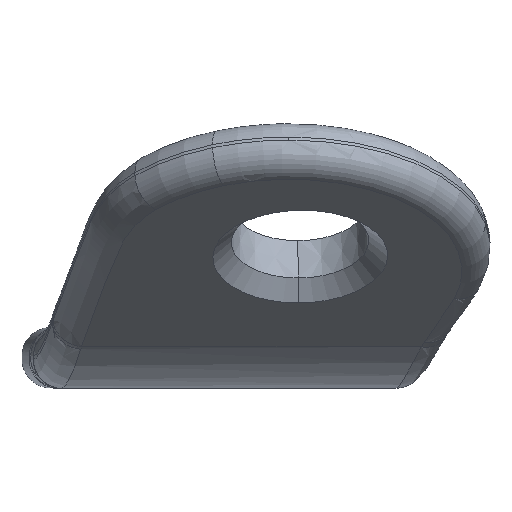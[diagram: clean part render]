
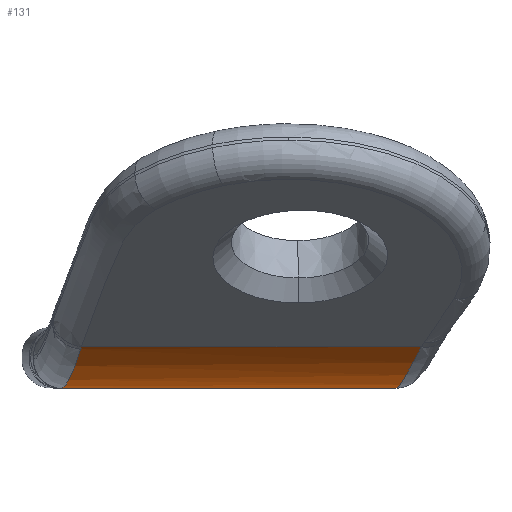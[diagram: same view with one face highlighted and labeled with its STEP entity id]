
A CAD part, left-side view. The second image highlights one B-rep face of the part: STEP entity #131.
In plain terms, the highlighted cylindrical face has radius 7.7 mm (diameter 15.4 mm), a partial arc.
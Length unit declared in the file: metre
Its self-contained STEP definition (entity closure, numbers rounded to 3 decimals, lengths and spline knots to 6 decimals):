
#131=ADVANCED_FACE('0:182',(#330),#331,.T.);
#330=FACE_OUTER_BOUND('',#1458,.T.);
#331=CYLINDRICAL_SURFACE('',#1459,0.0077);
#1458=EDGE_LOOP('',(#3567,#3568,#3569,#3570,#3571,#3572));
#1459=AXIS2_PLACEMENT_3D('',#3573,#3574,#3575);
#3567=ORIENTED_EDGE('',*,*,#3965,.T.);
#3568=ORIENTED_EDGE('',*,*,#3966,.T.);
#3569=ORIENTED_EDGE('',*,*,#3954,.T.);
#3570=ORIENTED_EDGE('',*,*,#3967,.T.);
#3571=ORIENTED_EDGE('',*,*,#3968,.T.);
#3572=ORIENTED_EDGE('',*,*,#3969,.T.);
#3573=CARTESIAN_POINT('',(-0.005089,0.00627,0.003985));
#3574=DIRECTION('',(-0.03,1.,0.));
#3575=DIRECTION('',(-1.,-0.03,-0.001));
#3954=EDGE_CURVE('0:641',#4351,#4349,#4352,.T.);
#3965=EDGE_CURVE('0:674',#4366,#4367,#4368,.T.);
#3966=EDGE_CURVE('0:677',#4367,#4351,#4369,.T.);
#3967=EDGE_CURVE('0:680',#4349,#4370,#4371,.T.);
#3968=EDGE_CURVE('0:683',#4370,#4372,#4373,.T.);
#3969=EDGE_CURVE('0:686',#4372,#4366,#4374,.T.);
#4349=VERTEX_POINT('',#5102);
#4351=VERTEX_POINT('',#5120);
#4352=LINE('',#5121,#5122);
#4366=VERTEX_POINT('',#5184);
#4367=VERTEX_POINT('',#5185);
#4368=B_SPLINE_CURVE_WITH_KNOTS('',3,(#5186,#5187,#5188,#5189),.UNSPECIFIED.,.F.,.F.,(4,4),(0.0,1.0),.UNSPECIFIED.);
#4369=B_SPLINE_CURVE_WITH_KNOTS('',3,(#5190,#5191,#5192,#5193,#5194,#5195,#5196,#5197,#5198,#5199,#5200,#5201,#5202),.UNSPECIFIED.,.F.,.F.,(4,2,2,1,2,2,4),(0.,0.25,0.375,0.4375,0.46875,0.5,1.0),.UNSPECIFIED.);
#4370=VERTEX_POINT('',#5203);
#4371=B_SPLINE_CURVE_WITH_KNOTS('',3,(#5204,#5205,#5206,#5207),.UNSPECIFIED.,.F.,.F.,(4,4),(0.0,1.0),.UNSPECIFIED.);
#4372=VERTEX_POINT('',#5208);
#4373=B_SPLINE_CURVE_WITH_KNOTS('',3,(#5209,#5210,#5211,#5212,#5213,#5214,#5215,#5216),.UNSPECIFIED.,.F.,.F.,(4,2,2,4),(0.,0.25,0.5,1.),.UNSPECIFIED.);
#4374=LINE('',#5217,#5218);
#5102=CARTESIAN_POINT('',(-0.004782,-0.003935,-0.003717));
#5120=CARTESIAN_POINT('',(-0.00506,0.005471,-0.003715));
#5121=CARTESIAN_POINT('',(-0.005084,0.006312,-0.003715));
#5122=VECTOR('',#6215,0.001);
#5184=CARTESIAN_POINT('',(-0.009126,0.004916,-0.002548));
#5185=CARTESIAN_POINT('',(-0.00901,0.00494,-0.00262));
#5186=CARTESIAN_POINT('',(-0.009126,0.004916,-0.002548));
#5187=CARTESIAN_POINT('',(-0.009088,0.004924,-0.002573));
#5188=CARTESIAN_POINT('',(-0.009049,0.004932,-0.002596));
#5189=CARTESIAN_POINT('',(-0.00901,0.00494,-0.00262));
#5190=CARTESIAN_POINT('',(-0.00901,0.00494,-0.00262));
#5191=CARTESIAN_POINT('',(-0.008781,0.004983,-0.002758));
#5192=CARTESIAN_POINT('',(-0.008554,0.005023,-0.002878));
#5193=CARTESIAN_POINT('',(-0.008218,0.00508,-0.003037));
#5194=CARTESIAN_POINT('',(-0.008107,0.005098,-0.003086));
#5195=CARTESIAN_POINT('',(-0.007942,0.005125,-0.003154));
#5196=CARTESIAN_POINT('',(-0.00786,0.005138,-0.003187));
#5197=CARTESIAN_POINT('',(-0.007778,0.00515,-0.003218));
#5198=CARTESIAN_POINT('',(-0.007724,0.005158,-0.003239));
#5199=CARTESIAN_POINT('',(-0.007727,0.005158,-0.003238));
#5200=CARTESIAN_POINT('',(-0.006773,0.005302,-0.003583));
#5201=CARTESIAN_POINT('',(-0.005882,0.005404,-0.003716));
#5202=CARTESIAN_POINT('',(-0.00506,0.005471,-0.003715));
#5203=CARTESIAN_POINT('',(-0.004831,-0.003939,-0.003717));
#5204=CARTESIAN_POINT('',(-0.004782,-0.003935,-0.003717));
#5205=CARTESIAN_POINT('',(-0.004798,-0.003936,-0.003717));
#5206=CARTESIAN_POINT('',(-0.004815,-0.003938,-0.003717));
#5207=CARTESIAN_POINT('',(-0.004831,-0.003939,-0.003717));
#5208=CARTESIAN_POINT('',(-0.008844,-0.004655,-0.00255));
#5209=CARTESIAN_POINT('',(-0.004831,-0.003939,-0.003717));
#5210=CARTESIAN_POINT('',(-0.005223,-0.00397,-0.003715));
#5211=CARTESIAN_POINT('',(-0.005598,-0.004006,-0.003683));
#5212=CARTESIAN_POINT('',(-0.006309,-0.004091,-0.003573));
#5213=CARTESIAN_POINT('',(-0.00661,-0.004133,-0.003506));
#5214=CARTESIAN_POINT('',(-0.007657,-0.004311,-0.003196));
#5215=CARTESIAN_POINT('',(-0.008289,-0.004466,-0.002899));
#5216=CARTESIAN_POINT('',(-0.008844,-0.004655,-0.00255));
#5217=CARTESIAN_POINT('',(-0.009163,0.006151,-0.002548));
#5218=VECTOR('',#6232,0.001);
#6215=DIRECTION('',(0.03,-1.,0.));
#6232=DIRECTION('',(-0.03,1.,0.));
